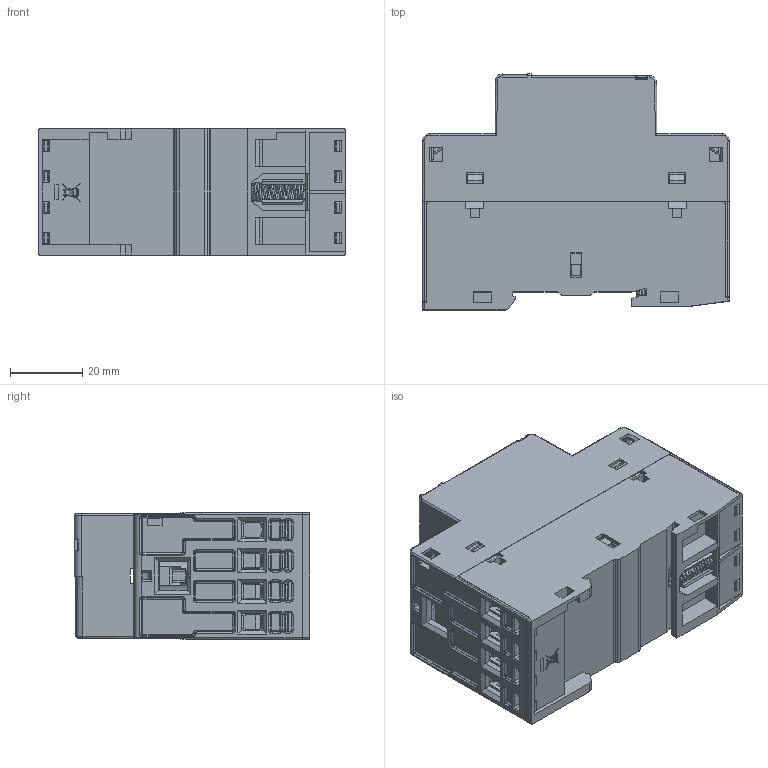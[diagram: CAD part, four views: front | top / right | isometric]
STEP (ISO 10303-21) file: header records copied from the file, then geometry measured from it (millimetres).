
FILE_DESCRIPTION((''),'2;1');
FILE_NAME('002464000_RD_20-10-230V_AC-DC_ASM','2021-08-10T',('marketing.praksa'),('Audax d.o.o.'),'CREO PARAMETRIC BY PTC INC, 2017480','CREO PARAMETRIC BY PTC INC, 2017480','');
FILE_SCHEMA(('AUTOMOTIVE_DESIGN { 1 0 10303 214 1 1 1 1 }'));
Products named in the file (30): 37425044_102_1_1; 37425050_AF0_44_1_1; 38552436_AF0_ASM_51_ASM_1_1; 38552436_AF1_ASM_51_ASM_1_1; 38552436_AF2_ASM_51_ASM_1_1; 38552436_AF3_ASM_51_ASM_1_1; 38423009-W_ASM_73_ASM_1_ASM_1_ASM; 37425055_22_1_1; 37425084_68_1_1; 37424428_25_1_1; 38552438-PLOCEVINA_21_1_1; 38552436-ZICA_17_1_1_1_2_3; 38552438_ASM_26_ASM_1_ASM_1_ASM; 38552437-PLOCEVINA_39_1_1; 38552437_ASM_45_ASM_1_ASM_1_ASM; 631003660_11_1_1; 37300799_14_1_1; 38552441_ASM_16_ASM_1_ASM_1_ASM; 37551781_42_1_1; 38552442_ASM_15_ASM_1_ASM_1_ASM; 37425053_13_1_1; 37200736_13_1_1; SPONKA_PROFILNA_14_1_1; 37300798_13_1_1; VIJAK-SPONKA-1_ASM_8_ASM_1_ASM__ASM; PRT9542_1_1; PRT9542_1_2; PRT9542_1_3; PRT9542_1_ASM; 002464000_RD_20-10-230V_AC-DC_ASM
Assembly tree (44 placements, depth 3):
  002464000_RD_20-10-230V_AC-DC_ASM
    37425044_102_1_1
    38423009-W_ASM_73_ASM_1_ASM_1_ASM
      37425050_AF0_44_1_1
      38552436_AF0_ASM_51_ASM_1_1
      38552436_AF1_ASM_51_ASM_1_1
      38552436_AF2_ASM_51_ASM_1_1
      38552436_AF3_ASM_51_ASM_1_1
    37425055_22_1_1
    37425084_68_1_1
    37424428_25_1_1
    38552438_ASM_26_ASM_1_ASM_1_ASM  x2
      38552438-PLOCEVINA_21_1_1
      38552436-ZICA_17_1_1_1_2_3
    38552437_ASM_45_ASM_1_ASM_1_ASM  x6
      38552437-PLOCEVINA_39_1_1
    38552441_ASM_16_ASM_1_ASM_1_ASM  x8
      631003660_11_1_1
      37300799_14_1_1
    38552442_ASM_15_ASM_1_ASM_1_ASM  x2
      37551781_42_1_1
    37425053_13_1_1
    37200736_13_1_1
    VIJAK-SPONKA-1_ASM_8_ASM_1_ASM__ASM  x2
      SPONKA_PROFILNA_14_1_1
      37300798_13_1_1
    PRT9542_1_ASM
      PRT9542_1_1
      PRT9542_1_2
      PRT9542_1_3
Bounding box: 85 x 65.4 x 35 mm (x, y, z)
Volume: 44126.6 mm3; surface area: 81444.8 mm2
Topology: 42 solids, 60 shells, 5161 faces, 14447 edges, 9337 vertices
Faces by surface type: plane 3545, cylinder 924, bspline 280, torus 268, cone 138, sphere 6
Entity records: 147733 total; most frequent: CARTESIAN_POINT 28825, ORIENTED_EDGE 19528, DIRECTION 17765, EDGE_CURVE 9769, VECTOR 7785, LINE 7785, VERTEX_POINT 6300, AXIS2_PLACEMENT_3D 4990
